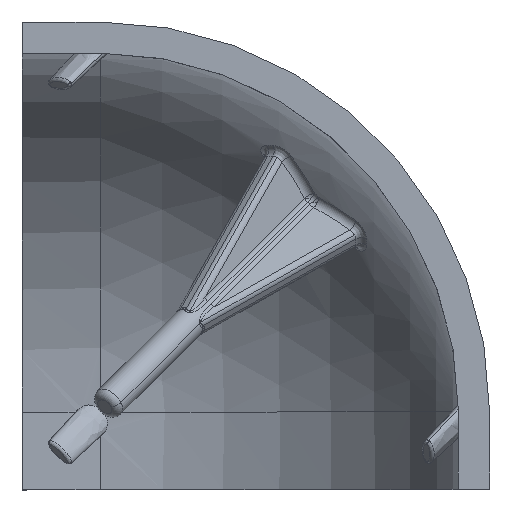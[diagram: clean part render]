
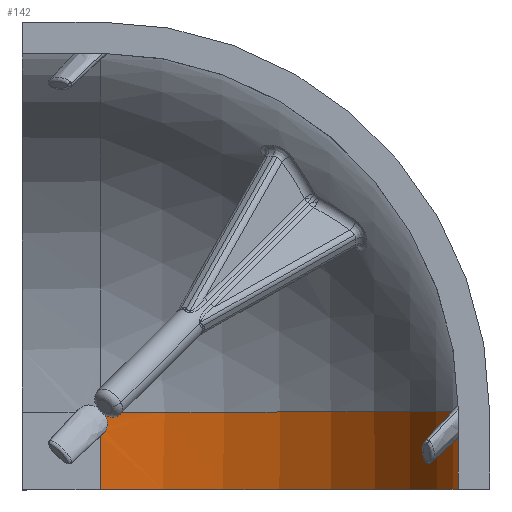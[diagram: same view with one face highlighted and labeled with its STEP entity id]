
A CAD part, top view. The second image highlights one B-rep face of the part: STEP entity #142.
In plain terms, the highlighted cylindrical face has radius 23 mm (diameter 46 mm), a partial arc.
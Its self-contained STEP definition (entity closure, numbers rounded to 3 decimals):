
#78 = VERTEX_POINT ( 'NONE', #1036 ) ;
#79 = VERTEX_POINT ( 'NONE', #1037 ) ;
#142 = ADVANCED_FACE ( 'NONE', ( #4928 ), #4934, .F. ) ;
#231 = ORIENTED_EDGE ( 'NONE', *, *, #4211, .T. ) ;
#348 = EDGE_CURVE ( 'NONE', #1604, #911, #5029, .T. ) ;
#446 = ORIENTED_EDGE ( 'NONE', *, *, #5230, .T. ) ;
#462 = ORIENTED_EDGE ( 'NONE', *, *, #348, .F. ) ;
#477 = ORIENTED_EDGE ( 'NONE', *, *, #4199, .F. ) ;
#911 = VERTEX_POINT ( 'NONE', #1424 ) ;
#1018 = ORIENTED_EDGE ( 'NONE', *, *, #4268, .T. ) ;
#1036 = CARTESIAN_POINT ( 'NONE',  ( 28., 0., -5. ) ) ;
#1037 = CARTESIAN_POINT ( 'NONE',  ( 5., 3.448, -28. ) ) ;
#1259 = CARTESIAN_POINT ( 'NONE',  ( 5., 5., -5. ) ) ;
#1260 = DIRECTION ( 'NONE',  ( 0., -1., 0. ) ) ;
#1261 = DIRECTION ( 'NONE',  ( 1., 0., 0. ) ) ;
#1424 = CARTESIAN_POINT ( 'NONE',  ( 27.999, 5., -5.191 ) ) ;
#1450 = CARTESIAN_POINT ( 'NONE',  ( 27.999, 3.567, -5.156 ) ) ;
#1461 = CARTESIAN_POINT ( 'NONE',  ( 28., 3.448, -5. ) ) ;
#1476 = CARTESIAN_POINT ( 'NONE',  ( 5.156, 3.567, -27.999 ) ) ;
#1479 = CARTESIAN_POINT ( 'NONE',  ( 5.191, 5., -27.999 ) ) ;
#1513 = DIRECTION ( 'NONE',  ( 0., -1., 0. ) ) ;
#1514 = CARTESIAN_POINT ( 'NONE',  ( 28., 0., -5. ) ) ;
#1577 = CARTESIAN_POINT ( 'NONE',  ( 5.274, 4.896, -27.999 ) ) ;
#1582 = CARTESIAN_POINT ( 'NONE',  ( 5.191, 5., -27.999 ) ) ;
#1583 = CARTESIAN_POINT ( 'NONE',  ( 5., 0., -5. ) ) ;
#1584 = DIRECTION ( 'NONE',  ( 0., -1., 0. ) ) ;
#1585 = DIRECTION ( 'NONE',  ( 1., 0., 0. ) ) ;
#1589 = VERTEX_POINT ( 'NONE', #1461 ) ;
#1591 = VERTEX_POINT ( 'NONE', #1450 ) ;
#1601 = VERTEX_POINT ( 'NONE', #1476 ) ;
#1604 = VERTEX_POINT ( 'NONE', #1479 ) ;
#1675 = ORIENTED_EDGE ( 'NONE', *, *, #4209, .T. ) ;
#1685 = ORIENTED_EDGE ( 'NONE', *, *, #4267, .T. ) ;
#1688 = ORIENTED_EDGE ( 'NONE', *, *, #4221, .F. ) ;
#2719 = VECTOR ( 'NONE', #1513, 1000. ) ;
#2720 = LINE ( 'NONE', #1514, #2719 ) ;
#2724 = CIRCLE ( 'NONE', #5066, 23. ) ;
#2734 = LINE ( 'NONE', #2902, #2741 ) ;
#2741 = VECTOR ( 'NONE', #2903, 1000. ) ;
#2870 = CARTESIAN_POINT ( 'NONE',  ( 5.339, 4.783, -27.998 ) ) ;
#2871 = CARTESIAN_POINT ( 'NONE',  ( 5.431, 4.535, -27.996 ) ) ;
#2872 = CARTESIAN_POINT ( 'NONE',  ( 5.456, 4.406, -27.995 ) ) ;
#2873 = CARTESIAN_POINT ( 'NONE',  ( 5.458, 4.142, -27.995 ) ) ;
#2874 = CARTESIAN_POINT ( 'NONE',  ( 5.433, 4.012, -27.996 ) ) ;
#2875 = CARTESIAN_POINT ( 'NONE',  ( 5.329, 3.768, -27.998 ) ) ;
#2876 = CARTESIAN_POINT ( 'NONE',  ( 5.253, 3.658, -27.999 ) ) ;
#2877 = CARTESIAN_POINT ( 'NONE',  ( 5.156, 3.567, -27.999 ) ) ;
#2902 = CARTESIAN_POINT ( 'NONE',  ( 5., 0., -28. ) ) ;
#2903 = DIRECTION ( 'NONE',  ( 0., 1., 0. ) ) ;
#3100 = CARTESIAN_POINT ( 'NONE',  ( 5.108, 3.522, -28. ) ) ;
#3101 = CARTESIAN_POINT ( 'NONE',  ( 5.156, 3.567, -27.999 ) ) ;
#3104 = CARTESIAN_POINT ( 'NONE',  ( 27.999, 3.657, -5.251 ) ) ;
#3105 = CARTESIAN_POINT ( 'NONE',  ( 27.999, 3.567, -5.156 ) ) ;
#3106 = CARTESIAN_POINT ( 'NONE',  ( 5.056, 3.482, -28. ) ) ;
#3107 = CARTESIAN_POINT ( 'NONE',  ( 5., 3.448, -28. ) ) ;
#3110 = CARTESIAN_POINT ( 'NONE',  ( 27.998, 3.767, -5.329 ) ) ;
#3111 = CARTESIAN_POINT ( 'NONE',  ( 27.996, 4.009, -5.432 ) ) ;
#3112 = CARTESIAN_POINT ( 'NONE',  ( 27.995, 4.14, -5.458 ) ) ;
#3113 = CARTESIAN_POINT ( 'NONE',  ( 27.995, 4.537, -5.456 ) ) ;
#3114 = CARTESIAN_POINT ( 'NONE',  ( 27.998, 4.793, -5.356 ) ) ;
#3115 = CARTESIAN_POINT ( 'NONE',  ( 27.999, 5., -5.191 ) ) ;
#3378 = CARTESIAN_POINT ( 'NONE',  ( 5., 0., -28. ) ) ;
#3383 = CARTESIAN_POINT ( 'NONE',  ( 28., 3.448, -5. ) ) ;
#3385 = CARTESIAN_POINT ( 'NONE',  ( 28., 3.482, -5.057 ) ) ;
#3386 = CARTESIAN_POINT ( 'NONE',  ( 28., 3.522, -5.109 ) ) ;
#3387 = CARTESIAN_POINT ( 'NONE',  ( 27.999, 3.567, -5.156 ) ) ;
#3692 = B_SPLINE_CURVE_WITH_KNOTS ( 'NONE', 3,
 ( #1582, #1577, #2870, #2871, #2872, #2873, #2874, #2875, #2876, #2877 ),
 .UNSPECIFIED., .F., .F.,
 ( 4, 2, 2, 2, 4 ),
 ( 0., 0., 0.001, 0.001, 0.002 ),
 .UNSPECIFIED. ) ;
#4199 = EDGE_CURVE ( 'NONE', #1589, #78, #2720, .T. ) ;
#4209 = EDGE_CURVE ( 'NONE', #4878, #78, #2724, .T. ) ;
#4211 = EDGE_CURVE ( 'NONE', #1604, #1601, #3692, .T. ) ;
#4221 = EDGE_CURVE ( 'NONE', #4878, #79, #2734, .T. ) ;
#4267 = EDGE_CURVE ( 'NONE', #1601, #79, #4863, .T. ) ;
#4268 = EDGE_CURVE ( 'NONE', #1591, #911, #4862, .T. ) ;
#4438 = DIRECTION ( 'NONE',  ( 1., 0., 0. ) ) ;
#4442 = DIRECTION ( 'NONE',  ( 0., -1., 0. ) ) ;
#4443 = CARTESIAN_POINT ( 'NONE',  ( 5., 30., -5. ) ) ;
#4862 = B_SPLINE_CURVE_WITH_KNOTS ( 'NONE', 3,
 ( #3105, #3104, #3110, #3111, #3112, #3113, #3114, #3115 ),
 .UNSPECIFIED., .F., .F.,
 ( 4, 2, 2, 4 ),
 ( 0., 0.001, 0.001, 0.002 ),
 .UNSPECIFIED. ) ;
#4863 = B_SPLINE_CURVE_WITH_KNOTS ( 'NONE', 3,
 ( #3101, #3100, #3106, #3107 ),
 .UNSPECIFIED., .F., .F.,
 ( 4, 4 ),
 ( 0.002, 0.002 ),
 .UNSPECIFIED. ) ;
#4878 = VERTEX_POINT ( 'NONE', #3378 ) ;
#4928 = FACE_OUTER_BOUND ( 'NONE', #5187, .T. ) ;
#4934 = CYLINDRICAL_SURFACE ( 'NONE', #5200, 23. ) ;
#4957 = B_SPLINE_CURVE_WITH_KNOTS ( 'NONE', 3,
 ( #3383, #3385, #3386, #3387 ),
 .UNSPECIFIED., .F., .F.,
 ( 4, 4 ),
 ( 0., 0. ),
 .UNSPECIFIED. ) ;
#5029 = CIRCLE ( 'NONE', #5083, 23. ) ;
#5066 = AXIS2_PLACEMENT_3D ( 'NONE', #1583, #1584, #1585 ) ;
#5083 = AXIS2_PLACEMENT_3D ( 'NONE', #1259, #1260, #1261 ) ;
#5187 = EDGE_LOOP ( 'NONE', ( #477, #446, #1018, #462, #231, #1685, #1688, #1675 ) ) ;
#5200 = AXIS2_PLACEMENT_3D ( 'NONE', #4443, #4442, #4438 ) ;
#5230 = EDGE_CURVE ( 'NONE', #1589, #1591, #4957, .T. ) ;
